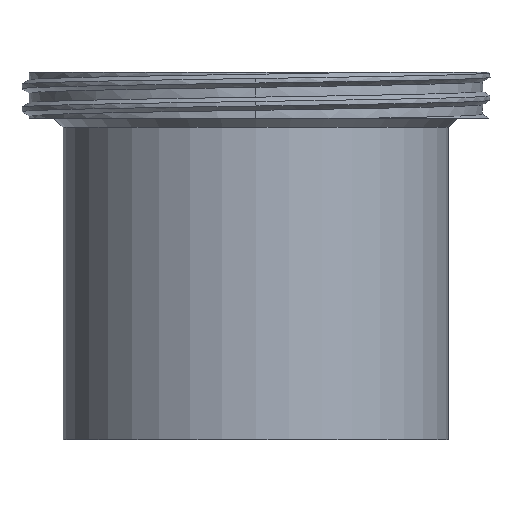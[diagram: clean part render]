
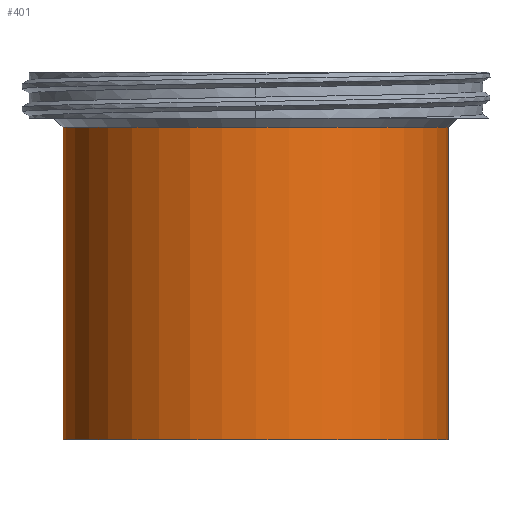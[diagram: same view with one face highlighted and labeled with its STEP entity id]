
A CAD part, front view. The second image highlights one B-rep face of the part: STEP entity #401.
In plain terms, the highlighted cylindrical face has radius 16.8 mm (diameter 33.6 mm), a full revolution.
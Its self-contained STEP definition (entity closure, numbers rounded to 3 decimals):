
#48=FACE_OUTER_BOUND('',#73,.T.);
#73=EDGE_LOOP('',(#342,#343,#344,#345,#346,#347));
#103=CIRCLE('',#457,16.8);
#104=CIRCLE('',#458,16.8);
#105=CIRCLE('',#460,16.8);
#106=CIRCLE('',#461,16.8);
#138=LINE('',#1490,#150);
#150=VECTOR('',#565,16.8);
#185=VERTEX_POINT('',#1480);
#186=VERTEX_POINT('',#1481);
#187=VERTEX_POINT('',#1486);
#188=VERTEX_POINT('',#1487);
#239=EDGE_CURVE('',#185,#186,#103,.T.);
#240=EDGE_CURVE('',#186,#185,#104,.T.);
#242=EDGE_CURVE('',#187,#188,#105,.T.);
#243=EDGE_CURVE('',#188,#187,#106,.T.);
#244=EDGE_CURVE('',#188,#186,#138,.T.);
#342=ORIENTED_EDGE('',*,*,#242,.F.);
#343=ORIENTED_EDGE('',*,*,#243,.F.);
#344=ORIENTED_EDGE('',*,*,#244,.T.);
#345=ORIENTED_EDGE('',*,*,#239,.F.);
#346=ORIENTED_EDGE('',*,*,#240,.F.);
#347=ORIENTED_EDGE('',*,*,#244,.F.);
#383=CYLINDRICAL_SURFACE('',#459,16.8);
#401=ADVANCED_FACE('',(#48),#383,.T.);
#457=AXIS2_PLACEMENT_3D('',#1482,#554,#555);
#458=AXIS2_PLACEMENT_3D('',#1483,#556,#557);
#459=AXIS2_PLACEMENT_3D('',#1485,#559,#560);
#460=AXIS2_PLACEMENT_3D('',#1488,#561,#562);
#461=AXIS2_PLACEMENT_3D('',#1489,#563,#564);
#554=DIRECTION('center_axis',(0.,0.,1.));
#555=DIRECTION('ref_axis',(0.,-1.,0.));
#556=DIRECTION('center_axis',(0.,0.,1.));
#557=DIRECTION('ref_axis',(0.,-1.,0.));
#559=DIRECTION('center_axis',(0.,0.,-1.));
#560=DIRECTION('ref_axis',(0.,1.,0.));
#561=DIRECTION('center_axis',(0.,0.,-1.));
#562=DIRECTION('ref_axis',(1.,0.,0.));
#563=DIRECTION('center_axis',(0.,0.,-1.));
#564=DIRECTION('ref_axis',(1.,0.,0.));
#565=DIRECTION('',(0.,0.,1.));
#1480=CARTESIAN_POINT('',(0.,16.8,27.2));
#1481=CARTESIAN_POINT('',(0.,-16.8,27.2));
#1482=CARTESIAN_POINT('Origin',(0.,0.,27.2));
#1483=CARTESIAN_POINT('Origin',(0.,0.,27.2));
#1485=CARTESIAN_POINT('Origin',(0.,0.,14.));
#1486=CARTESIAN_POINT('',(0.,16.8,0.));
#1487=CARTESIAN_POINT('',(0.,-16.8,0.));
#1488=CARTESIAN_POINT('Origin',(0.,0.,0.));
#1489=CARTESIAN_POINT('Origin',(0.,0.,0.));
#1490=CARTESIAN_POINT('',(0.,-16.8,14.));
